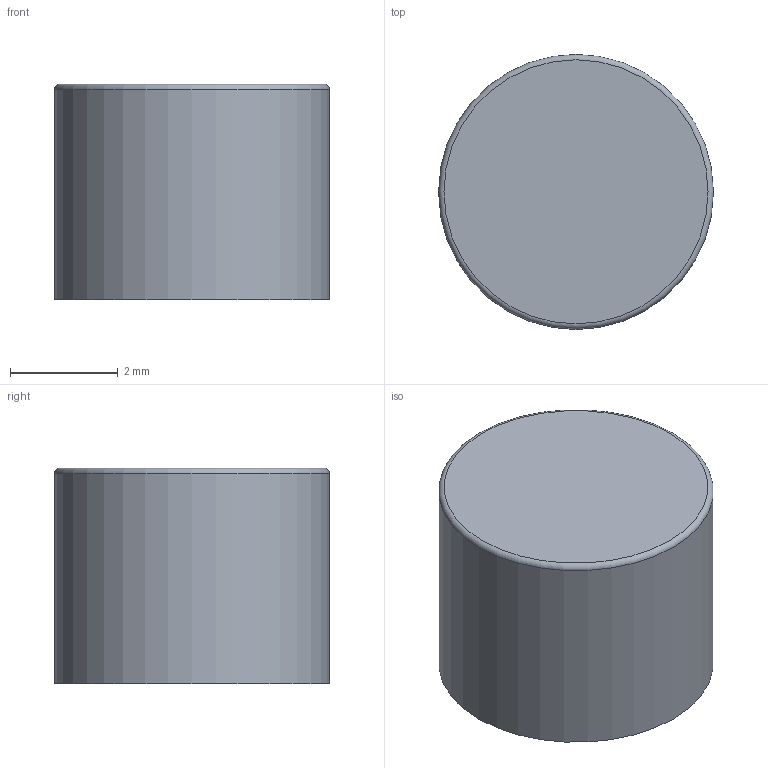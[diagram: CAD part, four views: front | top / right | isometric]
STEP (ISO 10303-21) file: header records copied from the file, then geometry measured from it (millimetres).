
FILE_DESCRIPTION(/* description */ ('Unknown'),/* implementation_level */ '2;1');
FILE_NAME(/* name */ '714651010100',/* time_stamp */ '2025-12-19T09:51:40+01:00',/* author */ ('Unknown'),/* organization */ ('Unknown'),/* preprocessor_version */ 'ST-DEVELOPER v19.4',/* originating_system */ 'Solid Edge',/* authorisation */ 'Unknown');
FILE_SCHEMA (('AUTOMOTIVE_DESIGN {1 0 10303 214 3 1 1}'));
Length unit declared in the file: millimetre
Products named in the file (1): 714651010100
Bounding box: 5.1 x 5.1 x 4 mm (x, y, z)
Volume: 62.6 mm3; surface area: 131.5 mm2
Topology: 1 solids, 1 shells, 6 faces, 8 edges, 5 vertices
Faces by surface type: plane 3, cylinder 2, torus 1
Full cylindrical faces by diameter (mm): 2.8 x1, 5.1 x1
Entity records: 144 total; most frequent: DIRECTION 24, CARTESIAN_POINT 17, AXIS2_PLACEMENT_3D 12, ORIENTED_EDGE 10, EDGE_LOOP 10, FACE_BOUND 10, ADVANCED_FACE 6, EDGE_CURVE 5
